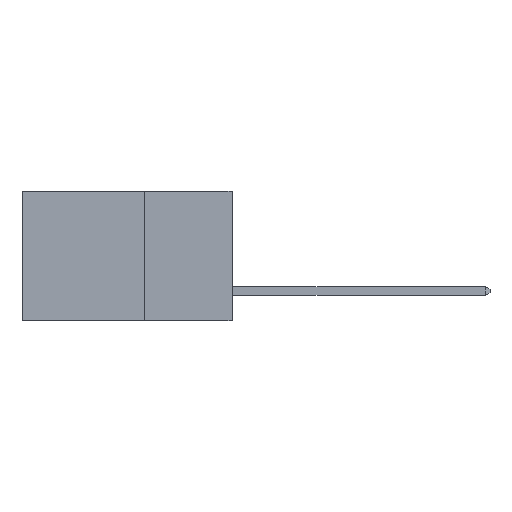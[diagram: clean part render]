
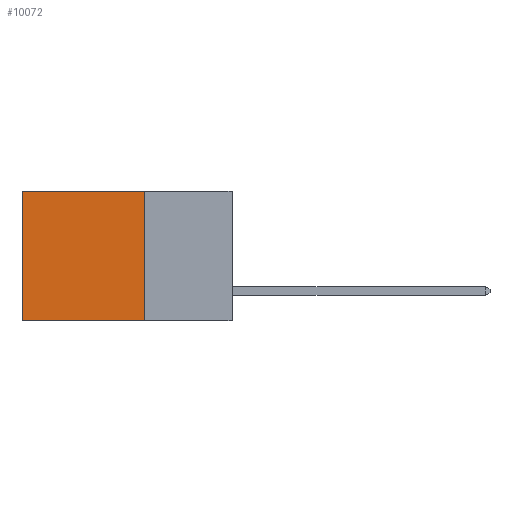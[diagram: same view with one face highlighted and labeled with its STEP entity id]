
A CAD part, left-side view. The second image highlights one B-rep face of the part: STEP entity #10072.
In plain terms, the highlighted planar face has unit normal (-1, 0, 0).
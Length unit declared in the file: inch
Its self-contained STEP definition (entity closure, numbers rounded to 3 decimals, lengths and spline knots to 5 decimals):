
#728 = VECTOR ( 'NONE', #24896, 39.37008 ) ;
#2112 = VECTOR ( 'NONE', #4438, 39.37008 ) ;
#3865 = CARTESIAN_POINT ( 'NONE',  ( 0.2875, 0.25, 0. ) ) ;
#4438 = DIRECTION ( 'NONE',  ( 0., 1., 0. ) ) ;
#6094 = VERTEX_POINT ( 'NONE', #26167 ) ;
#6181 = CARTESIAN_POINT ( 'NONE',  ( 0.2875, 0.25, -0.37 ) ) ;
#6214 = CARTESIAN_POINT ( 'NONE',  ( 0.2875, 0.25, 0. ) ) ;
#6544 = DIRECTION ( 'NONE',  ( 0., 0., -1. ) ) ;
#6720 = VERTEX_POINT ( 'NONE', #31537 ) ;
#6858 = VERTEX_POINT ( 'NONE', #26931 ) ;
#8214 = VECTOR ( 'NONE', #11179, 39.37008 ) ;
#8876 = DIRECTION ( 'NONE',  ( 1., 0., 0. ) ) ;
#10072 = ADVANCED_FACE ( 'NONE', ( #27950 ), #22231, .F. ) ;
#10142 = EDGE_CURVE ( 'NONE', #6094, #6858, #10337, .T. ) ;
#10337 = LINE ( 'NONE', #3865, #30808 ) ;
#10497 = ORIENTED_EDGE ( 'NONE', *, *, #26804, .T. ) ;
#10502 = ORIENTED_EDGE ( 'NONE', *, *, #31142, .F. ) ;
#11179 = DIRECTION ( 'NONE',  ( 0., 0., -1. ) ) ;
#13550 = ORIENTED_EDGE ( 'NONE', *, *, #10142, .F. ) ;
#14183 = LINE ( 'NONE', #6181, #728 ) ;
#20061 = EDGE_CURVE ( 'NONE', #6094, #6720, #23472, .T. ) ;
#21620 = LINE ( 'NONE', #29978, #8214 ) ;
#22231 = PLANE ( 'NONE',  #30368 ) ;
#23472 = LINE ( 'NONE', #33716, #2112 ) ;
#24896 = DIRECTION ( 'NONE',  ( 0., 1., 0. ) ) ;
#26167 = CARTESIAN_POINT ( 'NONE',  ( 0.2875, 0.25, 0. ) ) ;
#26804 = EDGE_CURVE ( 'NONE', #6720, #29180, #21620, .T. ) ;
#26931 = CARTESIAN_POINT ( 'NONE',  ( 0.2875, 0.25, -0.37 ) ) ;
#27628 = DIRECTION ( 'NONE',  ( 0., 0., -1. ) ) ;
#27950 = FACE_OUTER_BOUND ( 'NONE', #28251, .T. ) ;
#28251 = EDGE_LOOP ( 'NONE', ( #10497, #10502, #13550, #28719 ) ) ;
#28719 = ORIENTED_EDGE ( 'NONE', *, *, #20061, .T. ) ;
#29180 = VERTEX_POINT ( 'NONE', #29938 ) ;
#29938 = CARTESIAN_POINT ( 'NONE',  ( 0.2875, 0.6, -0.37 ) ) ;
#29978 = CARTESIAN_POINT ( 'NONE',  ( 0.2875, 0.6, 0. ) ) ;
#30368 = AXIS2_PLACEMENT_3D ( 'NONE', #6214, #8876, #27628 ) ;
#30808 = VECTOR ( 'NONE', #6544, 39.37008 ) ;
#31142 = EDGE_CURVE ( 'NONE', #6858, #29180, #14183, .T. ) ;
#31537 = CARTESIAN_POINT ( 'NONE',  ( 0.2875, 0.6, 0. ) ) ;
#33716 = CARTESIAN_POINT ( 'NONE',  ( 0.2875, 0.25, 0. ) ) ;
